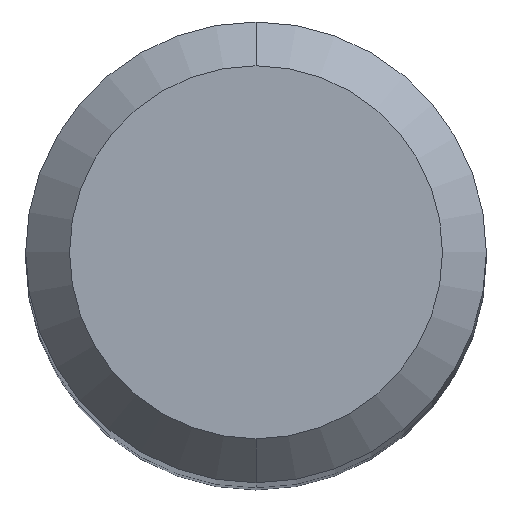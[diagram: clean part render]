
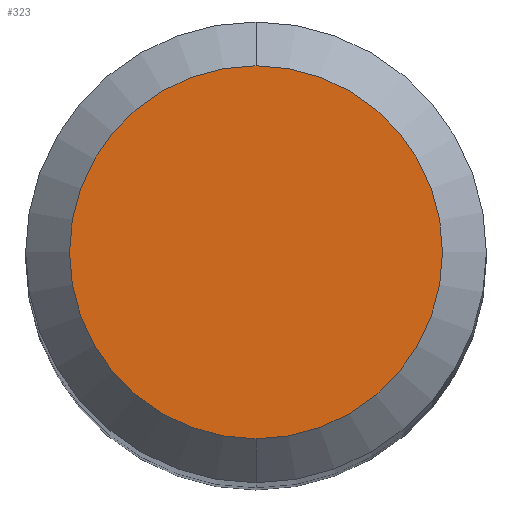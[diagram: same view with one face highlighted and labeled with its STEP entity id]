
A CAD part, top view. The second image highlights one B-rep face of the part: STEP entity #323.
In plain terms, the highlighted planar face has unit normal (0, 0, 1).
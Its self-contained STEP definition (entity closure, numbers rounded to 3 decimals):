
#11 = VERTEX_POINT ( 'NONE', #320 ) ;
#58 = ORIENTED_EDGE ( 'NONE', *, *, #70, .F. ) ;
#62 = EDGE_LOOP ( 'NONE', ( #58, #87 ) ) ;
#70 = EDGE_CURVE ( 'NONE', #84, #11, #336, .T. ) ;
#71 = CARTESIAN_POINT ( 'NONE',  ( 0., 3.4, 79. ) ) ;
#84 = VERTEX_POINT ( 'NONE', #71 ) ;
#87 = ORIENTED_EDGE ( 'NONE', *, *, #103, .F. ) ;
#103 = EDGE_CURVE ( 'NONE', #11, #84, #158, .T. ) ;
#106 = AXIS2_PLACEMENT_3D ( 'NONE', #282, #157, #283 ) ;
#139 = AXIS2_PLACEMENT_3D ( 'NONE', #200, #274, #281 ) ;
#157 = DIRECTION ( 'NONE',  ( 0., 0., -1. ) ) ;
#158 = CIRCLE ( 'NONE', #139, 3.4 ) ;
#183 = PLANE ( 'NONE',  #106 ) ;
#200 = CARTESIAN_POINT ( 'NONE',  ( 0., 0., 79. ) ) ;
#205 = DIRECTION ( 'NONE',  ( 0., 1., 0. ) ) ;
#235 = FACE_OUTER_BOUND ( 'NONE', #62, .T. ) ;
#249 = DIRECTION ( 'NONE',  ( 0., 0., -1. ) ) ;
#274 = DIRECTION ( 'NONE',  ( 0., 0., -1. ) ) ;
#281 = DIRECTION ( 'NONE',  ( 0., 1., 0. ) ) ;
#282 = CARTESIAN_POINT ( 'NONE',  ( 0., 0., 79. ) ) ;
#283 = DIRECTION ( 'NONE',  ( 0., 1., 0. ) ) ;
#299 = CARTESIAN_POINT ( 'NONE',  ( 0., 0., 79. ) ) ;
#320 = CARTESIAN_POINT ( 'NONE',  ( 0., -3.4, 79. ) ) ;
#323 = ADVANCED_FACE ( 'NONE', ( #235 ), #183, .F. ) ;
#328 = AXIS2_PLACEMENT_3D ( 'NONE', #299, #249, #205 ) ;
#336 = CIRCLE ( 'NONE', #328, 3.4 ) ;
